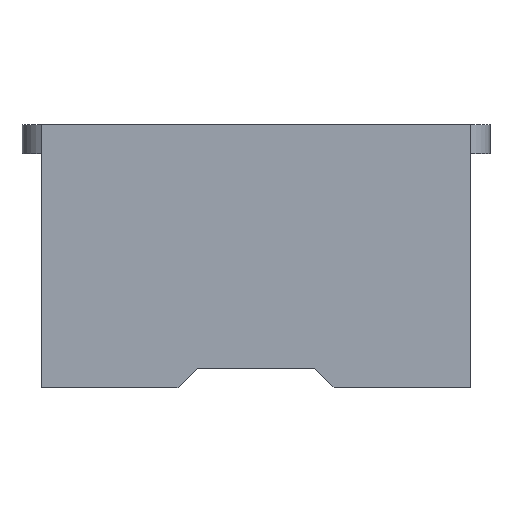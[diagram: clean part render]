
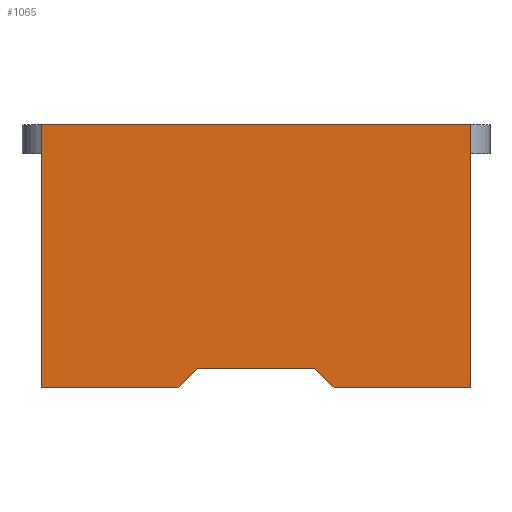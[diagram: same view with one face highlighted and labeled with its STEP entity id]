
A CAD part, top view. The second image highlights one B-rep face of the part: STEP entity #1065.
In plain terms, the highlighted planar face has unit normal (0, 0, 1).
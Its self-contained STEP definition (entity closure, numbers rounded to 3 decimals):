
#65=LINE('',#1795,#169);
#94=LINE('',#1853,#198);
#130=LINE('',#1960,#234);
#135=LINE('',#1971,#239);
#136=LINE('',#1973,#240);
#137=LINE('',#1975,#241);
#138=LINE('',#1977,#242);
#139=LINE('',#1978,#243);
#169=VECTOR('',#1212,1000.);
#198=VECTOR('',#1245,10.);
#234=VECTOR('',#1359,1000.);
#239=VECTOR('',#1366,1000.);
#240=VECTOR('',#1367,1000.);
#241=VECTOR('',#1368,1000.);
#242=VECTOR('',#1369,1000.);
#243=VECTOR('',#1370,1000.);
#282=PLANE('',#1141);
#329=FACE_OUTER_BOUND('',#401,.T.);
#401=EDGE_LOOP('',(#921,#922,#923,#924,#925,#926,#927,#928));
#493=VERTEX_POINT('',#1791);
#495=VERTEX_POINT('',#1794);
#522=VERTEX_POINT('',#1851);
#554=VERTEX_POINT('',#1958);
#559=VERTEX_POINT('',#1970);
#560=VERTEX_POINT('',#1972);
#561=VERTEX_POINT('',#1974);
#562=VERTEX_POINT('',#1976);
#602=EDGE_CURVE('',#495,#493,#65,.T.);
#631=EDGE_CURVE('',#493,#522,#94,.T.);
#685=EDGE_CURVE('',#554,#522,#130,.T.);
#690=EDGE_CURVE('',#559,#554,#135,.T.);
#691=EDGE_CURVE('',#559,#560,#136,.T.);
#692=EDGE_CURVE('',#561,#560,#137,.T.);
#693=EDGE_CURVE('',#561,#562,#138,.F.);
#694=EDGE_CURVE('',#495,#562,#139,.T.);
#921=ORIENTED_EDGE('',*,*,#631,.T.);
#922=ORIENTED_EDGE('',*,*,#685,.F.);
#923=ORIENTED_EDGE('',*,*,#690,.F.);
#924=ORIENTED_EDGE('',*,*,#691,.T.);
#925=ORIENTED_EDGE('',*,*,#692,.F.);
#926=ORIENTED_EDGE('',*,*,#693,.T.);
#927=ORIENTED_EDGE('',*,*,#694,.F.);
#928=ORIENTED_EDGE('',*,*,#602,.T.);
#1065=ADVANCED_FACE('',(#329),#282,.F.);
#1141=AXIS2_PLACEMENT_3D('',#1969,#1364,#1365);
#1212=DIRECTION('',(0.,1.,0.));
#1245=DIRECTION('',(-1.,0.,0.));
#1359=DIRECTION('',(0.,1.,0.));
#1364=DIRECTION('center_axis',(0.,0.,-1.));
#1365=DIRECTION('ref_axis',(-1.,0.,0.));
#1366=DIRECTION('',(-1.,0.,0.));
#1367=DIRECTION('',(0.707,0.707,0.));
#1368=DIRECTION('',(-1.,0.,0.));
#1369=DIRECTION('',(-0.707,0.707,0.));
#1370=DIRECTION('',(-1.,0.,0.));
#1791=CARTESIAN_POINT('',(22.076,15.95,-43.8));
#1794=CARTESIAN_POINT('',(22.076,-11.05,-43.8));
#1795=CARTESIAN_POINT('',(22.076,-11.05,-43.8));
#1851=CARTESIAN_POINT('',(-22.024,15.95,-43.8));
#1853=CARTESIAN_POINT('',(-11.975,15.95,-43.8));
#1958=CARTESIAN_POINT('',(-22.024,-11.05,-43.8));
#1960=CARTESIAN_POINT('',(-22.024,-11.05,-43.8));
#1969=CARTESIAN_POINT('Origin',(0.026,-11.05,-43.8));
#1970=CARTESIAN_POINT('',(-7.974,-11.05,-43.8));
#1971=CARTESIAN_POINT('',(0.026,-11.05,-43.8));
#1972=CARTESIAN_POINT('',(-5.974,-9.05,-43.8));
#1973=CARTESIAN_POINT('',(-3.974,-7.05,-43.8));
#1974=CARTESIAN_POINT('',(6.026,-9.05,-43.8));
#1975=CARTESIAN_POINT('',(0.026,-9.05,-43.8));
#1976=CARTESIAN_POINT('',(8.026,-11.05,-43.8));
#1977=CARTESIAN_POINT('',(4.026,-7.05,-43.8));
#1978=CARTESIAN_POINT('',(0.026,-11.05,-43.8));
